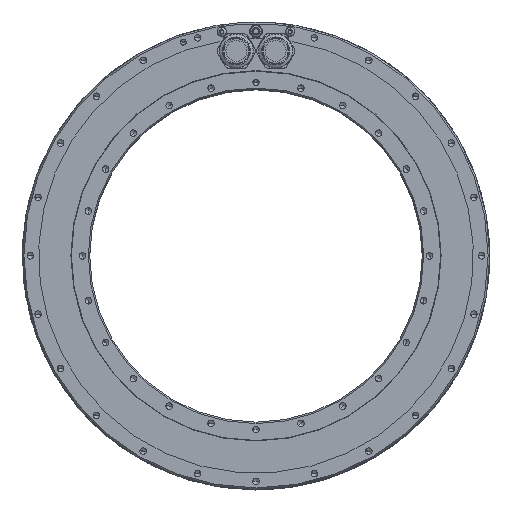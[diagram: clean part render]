
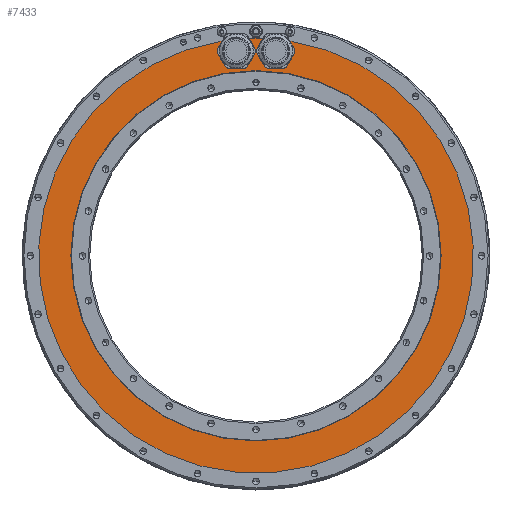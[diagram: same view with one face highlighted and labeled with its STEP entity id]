
A CAD part, top view. The second image highlights one B-rep face of the part: STEP entity #7433.
In plain terms, the highlighted planar face has unit normal (0, 0, 1).
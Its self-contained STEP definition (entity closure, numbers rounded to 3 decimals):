
#61=DIRECTION('',(0.5,-0.866,0.));
#62=VECTOR('',#61,9.048);
#63=CARTESIAN_POINT('',(-38.25,207.318,-0.15));
#64=LINE('',#63,#62);
#65=CARTESIAN_POINT('',(-20.4,212.4,-0.15));
#66=DIRECTION('',(0.,0.,1.));
#67=DIRECTION('',(-0.718,-0.696,0.));
#68=AXIS2_PLACEMENT_3D('',#65,#66,#67);
#70=DIRECTION('',(-1.,0.,0.));
#71=VECTOR('',#70,9.048);
#72=CARTESIAN_POINT('',(-15.876,194.4,-0.15));
#73=LINE('',#72,#71);
#74=CARTESIAN_POINT('',(-20.4,212.4,-0.15));
#75=DIRECTION('',(0.,0.,1.));
#76=DIRECTION('',(0.244,-0.97,0.));
#77=AXIS2_PLACEMENT_3D('',#74,#75,#76);
#79=DIRECTION('',(-0.5,-0.866,0.));
#80=VECTOR('',#79,9.048);
#81=CARTESIAN_POINT('',(-2.55,207.318,-0.15));
#82=LINE('',#81,#80);
#83=CARTESIAN_POINT('',(-20.4,212.4,-0.15));
#84=DIRECTION('',(0.,0.,1.));
#85=DIRECTION('',(0.962,-0.274,0.));
#86=AXIS2_PLACEMENT_3D('',#83,#84,#85);
#88=DIRECTION('',(0.5,-0.866,0.));
#89=VECTOR('',#88,9.101);
#90=CARTESIAN_POINT('',(-7.1,225.364,-0.15));
#91=LINE('',#90,#89);
#92=DIRECTION('',(-0.5,-0.866,0.));
#93=VECTOR('',#92,9.101);
#94=CARTESIAN_POINT('',(7.1,225.364,-0.15));
#95=LINE('',#94,#93);
#96=CARTESIAN_POINT('',(20.4,212.4,-0.15));
#97=DIRECTION('',(0.,0.,1.));
#98=DIRECTION('',(-0.962,0.274,0.));
#99=AXIS2_PLACEMENT_3D('',#96,#97,#98);
#101=DIRECTION('',(0.5,-0.866,0.));
#102=VECTOR('',#101,9.048);
#103=CARTESIAN_POINT('',(2.55,207.318,-0.15));
#104=LINE('',#103,#102);
#105=CARTESIAN_POINT('',(20.4,212.4,-0.15));
#106=DIRECTION('',(0.,0.,1.));
#107=DIRECTION('',(-0.718,-0.696,0.));
#108=AXIS2_PLACEMENT_3D('',#105,#106,#107);
#110=DIRECTION('',(-1.,0.,0.));
#111=VECTOR('',#110,9.048);
#112=CARTESIAN_POINT('',(24.924,194.4,-0.15));
#113=LINE('',#112,#111);
#114=CARTESIAN_POINT('',(20.4,212.4,-0.15));
#115=DIRECTION('',(0.,0.,1.));
#116=DIRECTION('',(0.244,-0.97,0.));
#117=AXIS2_PLACEMENT_3D('',#114,#115,#116);
#119=DIRECTION('',(-0.5,-0.866,0.));
#120=VECTOR('',#119,9.048);
#121=CARTESIAN_POINT('',(38.25,207.318,-0.15));
#122=LINE('',#121,#120);
#123=CARTESIAN_POINT('',(20.4,212.4,-0.15));
#124=DIRECTION('',(0.,0.,1.));
#125=DIRECTION('',(0.962,-0.274,0.));
#126=AXIS2_PLACEMENT_3D('',#123,#124,#125);
#128=DIRECTION('',(0.5,-0.866,0.));
#129=VECTOR('',#128,6.063);
#130=CARTESIAN_POINT('',(35.219,222.733,-0.15));
#131=LINE('',#130,#129);
#132=DIRECTION('',(-0.5,-0.866,0.));
#133=VECTOR('',#132,6.063);
#134=CARTESIAN_POINT('',(-35.219,222.733,
-0.15));
#135=LINE('',#134,#133);
#136=CARTESIAN_POINT('',(-20.4,212.4,-0.15));
#137=DIRECTION('',(0.,0.,1.));
#138=DIRECTION('',(-0.962,0.274,0.));
#139=AXIS2_PLACEMENT_3D('',#136,#137,#138);
#150=CARTESIAN_POINT('',(0.,0.,-0.15));
#151=DIRECTION('',(0.,0.,1.));
#152=DIRECTION('',(-1.,0.,0.));
#153=AXIS2_PLACEMENT_3D('',#150,#151,#152);
#2804=CARTESIAN_POINT('',(0.,0.,-0.15));
#2805=DIRECTION('',(0.,0.,1.));
#2806=DIRECTION('',(0.031,1.,0.));
#2807=AXIS2_PLACEMENT_3D('',#2804,#2805,#2806);
#2813=CARTESIAN_POINT('',(0.,0.,-0.15));
#2814=DIRECTION('',(0.,0.,1.));
#2815=DIRECTION('',(-0.156,0.988,0.));
#2816=AXIS2_PLACEMENT_3D('',#2813,#2814,#2815);
#5771=CARTESIAN_POINT('',(0.,0.,-0.15));
#5772=DIRECTION('',(0.,0.,1.));
#5773=DIRECTION('',(1.,0.,0.));
#5774=AXIS2_PLACEMENT_3D('',#5771,#5772,#5773);
#6600=CARTESIAN_POINT('',(-192.045,0.,-0.15));
#6601=CARTESIAN_POINT('',(192.045,0.,-0.15));
#6602=VERTEX_POINT('',#6600);
#6603=VERTEX_POINT('',#6601);
#6828=CARTESIAN_POINT('',(35.219,222.733,
-0.15));
#6829=VERTEX_POINT('',#6828);
#6830=CARTESIAN_POINT('',(7.1,225.364,
-0.15));
#6831=VERTEX_POINT('',#6830);
#6832=CARTESIAN_POINT('',(2.55,207.318,
-0.15));
#6833=CARTESIAN_POINT('',(7.073,199.482,
-0.15));
#6834=VERTEX_POINT('',#6832);
#6835=VERTEX_POINT('',#6833);
#6836=CARTESIAN_POINT('',(15.876,194.4,-0.15));
#6837=VERTEX_POINT('',#6836);
#6838=CARTESIAN_POINT('',(2.55,217.482,
-0.15));
#6839=VERTEX_POINT('',#6838);
#6840=CARTESIAN_POINT('',(38.25,207.318,
-0.15));
#6841=CARTESIAN_POINT('',(33.727,199.482,
-0.15));
#6842=VERTEX_POINT('',#6840);
#6843=VERTEX_POINT('',#6841);
#6844=CARTESIAN_POINT('',(38.25,217.482,
-0.15));
#6845=VERTEX_POINT('',#6844);
#6846=CARTESIAN_POINT('',(24.924,194.4,-0.15));
#6847=VERTEX_POINT('',#6846);
#7014=CARTESIAN_POINT('',(-7.1,225.364,
-0.15));
#7015=VERTEX_POINT('',#7014);
#7016=CARTESIAN_POINT('',(-35.219,222.733,
-0.15));
#7017=VERTEX_POINT('',#7016);
#7018=CARTESIAN_POINT('',(-38.25,207.318,
-0.15));
#7019=CARTESIAN_POINT('',(-33.727,199.482,
-0.15));
#7020=VERTEX_POINT('',#7018);
#7021=VERTEX_POINT('',#7019);
#7022=CARTESIAN_POINT('',(-24.924,194.4,-0.15));
#7023=VERTEX_POINT('',#7022);
#7024=CARTESIAN_POINT('',(-38.25,217.482,
-0.15));
#7025=VERTEX_POINT('',#7024);
#7026=CARTESIAN_POINT('',(-2.55,207.318,
-0.15));
#7027=CARTESIAN_POINT('',(-7.073,199.482,
-0.15));
#7028=VERTEX_POINT('',#7026);
#7029=VERTEX_POINT('',#7027);
#7030=CARTESIAN_POINT('',(-2.55,217.482,
-0.15));
#7031=VERTEX_POINT('',#7030);
#7032=CARTESIAN_POINT('',(-15.876,194.4,-0.15));
#7033=VERTEX_POINT('',#7032);
#7381=CARTESIAN_POINT('',(0.,0.,-0.15));
#7382=DIRECTION('',(0.,0.,1.));
#7383=DIRECTION('',(1.,0.,0.));
#7384=AXIS2_PLACEMENT_3D('',#7381,#7382,#7383);
#7385=PLANE('',#7384);
#7387=ORIENTED_EDGE('',*,*,#7386,.T.);
#7389=ORIENTED_EDGE('',*,*,#7388,.T.);
#7391=ORIENTED_EDGE('',*,*,#7390,.F.);
#7393=ORIENTED_EDGE('',*,*,#7392,.T.);
#7395=ORIENTED_EDGE('',*,*,#7394,.F.);
#7397=ORIENTED_EDGE('',*,*,#7396,.T.);
#7399=ORIENTED_EDGE('',*,*,#7398,.F.);
#7401=ORIENTED_EDGE('',*,*,#7400,.F.);
#7403=ORIENTED_EDGE('',*,*,#7402,.T.);
#7405=ORIENTED_EDGE('',*,*,#7404,.T.);
#7407=ORIENTED_EDGE('',*,*,#7406,.T.);
#7409=ORIENTED_EDGE('',*,*,#7408,.T.);
#7411=ORIENTED_EDGE('',*,*,#7410,.F.);
#7413=ORIENTED_EDGE('',*,*,#7412,.T.);
#7415=ORIENTED_EDGE('',*,*,#7414,.F.);
#7416=ORIENTED_EDGE('',*,*,#7363,.T.);
#7418=ORIENTED_EDGE('',*,*,#7417,.F.);
#7420=ORIENTED_EDGE('',*,*,#7419,.F.);
#7422=ORIENTED_EDGE('',*,*,#7421,.T.);
#7424=ORIENTED_EDGE('',*,*,#7423,.T.);
#7425=EDGE_LOOP('',(#7387,#7389,#7391,#7393,#7395,#7397,#7399,#7401,#7403,#7405,
#7407,#7409,#7411,#7413,#7415,#7416,#7418,#7420,#7422,#7424));
#7426=FACE_OUTER_BOUND('',#7425,.F.);
#7428=ORIENTED_EDGE('',*,*,#7427,.T.);
#7430=ORIENTED_EDGE('',*,*,#7429,.T.);
#7431=EDGE_LOOP('',(#7428,#7430));
#7432=FACE_BOUND('',#7431,.F.);
#7433=ADVANCED_FACE('',(#7426,#7432),#7385,.T.);
#69=CIRCLE('',#68,18.56);
#78=CIRCLE('',#77,18.56);
#87=CIRCLE('',#86,18.56);
#100=CIRCLE('',#99,18.56);
#109=CIRCLE('',#108,18.56);
#118=CIRCLE('',#117,18.56);
#127=CIRCLE('',#126,18.56);
#140=CIRCLE('',#139,18.56);
#154=CIRCLE('',#153,192.045);
#2808=CIRCLE('',#2807,225.5);
#2817=CIRCLE('',#2816,225.5);
#5775=CIRCLE('',#5774,192.045);
#7363=EDGE_CURVE('',#6842,#6845,#127,.T.);
#7386=EDGE_CURVE('',#7020,#7021,#64,.T.);
#7388=EDGE_CURVE('',#7021,#7023,#69,.T.);
#7390=EDGE_CURVE('',#7033,#7023,#73,.T.);
#7392=EDGE_CURVE('',#7033,#7029,#78,.T.);
#7394=EDGE_CURVE('',#7028,#7029,#82,.T.);
#7396=EDGE_CURVE('',#7028,#7031,#87,.T.);
#7398=EDGE_CURVE('',#7015,#7031,#91,.T.);
#7400=EDGE_CURVE('',#6831,#7015,#2808,.T.);
#7402=EDGE_CURVE('',#6831,#6839,#95,.T.);
#7404=EDGE_CURVE('',#6839,#6834,#100,.T.);
#7406=EDGE_CURVE('',#6834,#6835,#104,.T.);
#7408=EDGE_CURVE('',#6835,#6837,#109,.T.);
#7410=EDGE_CURVE('',#6847,#6837,#113,.T.);
#7412=EDGE_CURVE('',#6847,#6843,#118,.T.);
#7414=EDGE_CURVE('',#6842,#6843,#122,.T.);
#7417=EDGE_CURVE('',#6829,#6845,#131,.T.);
#7419=EDGE_CURVE('',#7017,#6829,#2817,.T.);
#7421=EDGE_CURVE('',#7017,#7025,#135,.T.);
#7423=EDGE_CURVE('',#7025,#7020,#140,.T.);
#7427=EDGE_CURVE('',#6602,#6603,#154,.T.);
#7429=EDGE_CURVE('',#6603,#6602,#5775,.T.);
